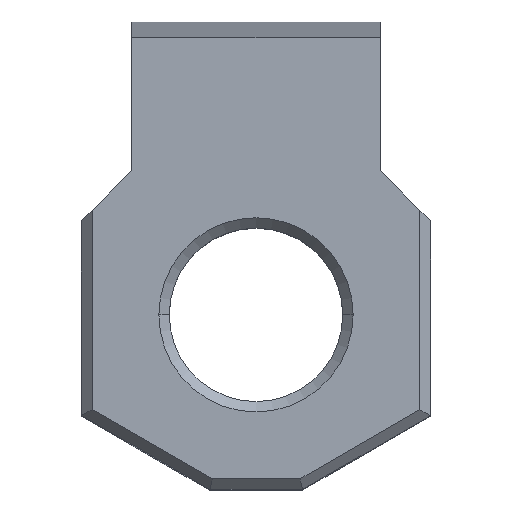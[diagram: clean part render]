
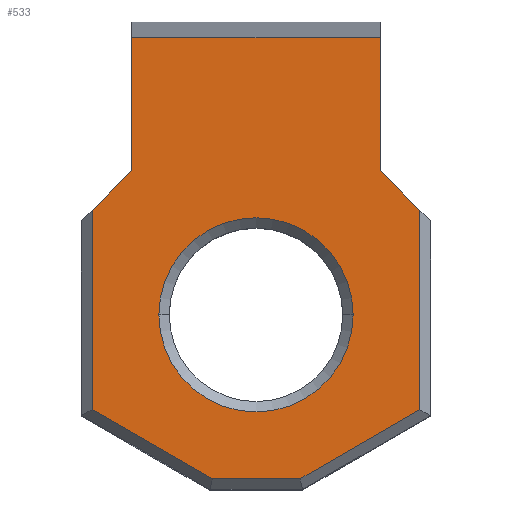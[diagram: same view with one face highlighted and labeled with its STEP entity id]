
A CAD part, top view. The second image highlights one B-rep face of the part: STEP entity #533.
In plain terms, the highlighted planar face has unit normal (0, 0, 1).
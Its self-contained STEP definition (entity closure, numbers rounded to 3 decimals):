
#52 = EDGE_CURVE ( 'NONE', #692, #758, #92, .T. ) ;
#59 = LINE ( 'NONE', #418, #643 ) ;
#92 = LINE ( 'NONE', #98, #905 ) ;
#98 = CARTESIAN_POINT ( 'NONE',  ( -6.39, 6.39, 9. ) ) ;
#100 = DIRECTION ( 'NONE',  ( 0.707, 0.707, 0. ) ) ;
#151 = CARTESIAN_POINT ( 'NONE',  ( 4.725, 8.055, 9. ) ) ;
#165 = DIRECTION ( 'NONE',  ( 0., 1., 0. ) ) ;
#171 = CARTESIAN_POINT ( 'NONE',  ( 4.725, 7.755, 9. ) ) ;
#175 = LINE ( 'NONE', #171, #230 ) ;
#182 = CARTESIAN_POINT ( 'NONE',  ( 3.58, 13.028, 9. ) ) ;
#184 = CARTESIAN_POINT ( 'NONE',  ( -3.579, 9.2, 9. ) ) ;
#190 = DIRECTION ( 'NONE',  ( 0.866, 0.5, 0. ) ) ;
#197 = EDGE_CURVE ( 'NONE', #692, #1060, #1280, .T. ) ;
#210 = CARTESIAN_POINT ( 'NONE',  ( -3.579, 13.028, 9. ) ) ;
#230 = VECTOR ( 'NONE', #165, 1000. ) ;
#250 = CARTESIAN_POINT ( 'NONE',  ( 1.267, 0.31, 9. ) ) ;
#261 = CARTESIAN_POINT ( 'NONE',  ( -2.8, 5.04, 9. ) ) ;
#263 = CARTESIAN_POINT ( 'NONE',  ( -4.725, 8.055, 9. ) ) ;
#304 = CARTESIAN_POINT ( 'NONE',  ( 0., 5.04, 9. ) ) ;
#344 = EDGE_CURVE ( 'NONE', #758, #729, #788, .T. ) ;
#395 = CARTESIAN_POINT ( 'NONE',  ( 4.725, 2.306, 9. ) ) ;
#396 = DIRECTION ( 'NONE',  ( -1., 0., 0. ) ) ;
#398 = CARTESIAN_POINT ( 'NONE',  ( 0., 13.028, 9. ) ) ;
#400 = LINE ( 'NONE', #398, #958 ) ;
#403 = EDGE_CURVE ( 'NONE', #1060, #1010, #674, .T. ) ;
#408 = CARTESIAN_POINT ( 'NONE',  ( 3.58, 9.2, 9. ) ) ;
#418 = CARTESIAN_POINT ( 'NONE',  ( 1.348, 0.31, 9. ) ) ;
#423 = AXIS2_PLACEMENT_3D ( 'NONE', #304, #658, #1131 ) ;
#428 = LINE ( 'NONE', #831, #960 ) ;
#477 = EDGE_CURVE ( 'NONE', #1135, #1262, #929, .T. ) ;
#487 = DIRECTION ( 'NONE',  ( 1., 0., 0. ) ) ;
#493 = DIRECTION ( 'NONE',  ( 0., 0., 1. ) ) ;
#497 = CARTESIAN_POINT ( 'NONE',  ( 0., 0., 9. ) ) ;
#499 = PLANE ( 'NONE',  #1260 ) ;
#502 = EDGE_CURVE ( 'NONE', #761, #979, #555, .T. ) ;
#506 = FACE_OUTER_BOUND ( 'NONE', #599, .T. ) ;
#509 = FACE_BOUND ( 'NONE', #523, .T. ) ;
#520 = CARTESIAN_POINT ( 'NONE',  ( 4.874, 2.392, 9. ) ) ;
#523 = EDGE_LOOP ( 'NONE', ( #677, #678 ) ) ;
#533 = ADVANCED_FACE ( 'NONE', ( #509, #506 ), #499, .T. ) ;
#549 = DIRECTION ( 'NONE',  ( 0., -1., 0. ) ) ;
#552 = CARTESIAN_POINT ( 'NONE',  ( 3.58, 0., 9. ) ) ;
#555 = LINE ( 'NONE', #552, #1197 ) ;
#563 = DIRECTION ( 'NONE',  ( 1., 0., 0. ) ) ;
#565 = DIRECTION ( 'NONE',  ( 0., 0., -1. ) ) ;
#568 = CARTESIAN_POINT ( 'NONE',  ( 0., 5.04, 9. ) ) ;
#586 = EDGE_CURVE ( 'NONE', #761, #729, #400, .T. ) ;
#599 = EDGE_LOOP ( 'NONE', ( #684, #685, #686, #691, #693, #698, #699, #700, #706, #707 ) ) ;
#643 = VECTOR ( 'NONE', #810, 1000. ) ;
#658 = DIRECTION ( 'NONE',  ( 0., 0., -1. ) ) ;
#669 = DIRECTION ( 'NONE',  ( 0.866, -0.5, 0. ) ) ;
#672 = CARTESIAN_POINT ( 'NONE',  ( -1.185, 0.269, 9. ) ) ;
#674 = LINE ( 'NONE', #672, #854 ) ;
#677 = ORIENTED_EDGE ( 'NONE', *, *, #1275, .T. ) ;
#678 = ORIENTED_EDGE ( 'NONE', *, *, #477, .T. ) ;
#684 = ORIENTED_EDGE ( 'NONE', *, *, #1196, .T. ) ;
#685 = ORIENTED_EDGE ( 'NONE', *, *, #768, .T. ) ;
#686 = ORIENTED_EDGE ( 'NONE', *, *, #1114, .T. ) ;
#691 = ORIENTED_EDGE ( 'NONE', *, *, #502, .F. ) ;
#692 = VERTEX_POINT ( 'NONE', #263 ) ;
#693 = ORIENTED_EDGE ( 'NONE', *, *, #586, .T. ) ;
#698 = ORIENTED_EDGE ( 'NONE', *, *, #344, .F. ) ;
#699 = ORIENTED_EDGE ( 'NONE', *, *, #52, .F. ) ;
#700 = ORIENTED_EDGE ( 'NONE', *, *, #197, .T. ) ;
#706 = ORIENTED_EDGE ( 'NONE', *, *, #403, .T. ) ;
#707 = ORIENTED_EDGE ( 'NONE', *, *, #1040, .T. ) ;
#729 = VERTEX_POINT ( 'NONE', #210 ) ;
#734 = AXIS2_PLACEMENT_3D ( 'NONE', #568, #565, #563 ) ;
#758 = VERTEX_POINT ( 'NONE', #184 ) ;
#761 = VERTEX_POINT ( 'NONE', #182 ) ;
#768 = EDGE_CURVE ( 'NONE', #987, #790, #175, .T. ) ;
#782 = DIRECTION ( 'NONE',  ( 0., 1., 0. ) ) ;
#786 = CARTESIAN_POINT ( 'NONE',  ( -3.579, 0., 9. ) ) ;
#788 = LINE ( 'NONE', #786, #1180 ) ;
#790 = VERTEX_POINT ( 'NONE', #151 ) ;
#810 = DIRECTION ( 'NONE',  ( 1., 0., 0. ) ) ;
#831 = CARTESIAN_POINT ( 'NONE',  ( 6.39, 6.39, 9. ) ) ;
#854 = VECTOR ( 'NONE', #669, 1000. ) ;
#905 = VECTOR ( 'NONE', #100, 1000. ) ;
#929 = CIRCLE ( 'NONE', #734, 2.8 ) ;
#958 = VECTOR ( 'NONE', #396, 1000. ) ;
#960 = VECTOR ( 'NONE', #1279, 1000. ) ;
#965 = LINE ( 'NONE', #520, #1089 ) ;
#979 = VERTEX_POINT ( 'NONE', #408 ) ;
#987 = VERTEX_POINT ( 'NONE', #395 ) ;
#1010 = VERTEX_POINT ( 'NONE', #1258 ) ;
#1015 = CIRCLE ( 'NONE', #423, 2.8 ) ;
#1029 = VECTOR ( 'NONE', #1286, 1000. ) ;
#1040 = EDGE_CURVE ( 'NONE', #1010, #1051, #59, .T. ) ;
#1051 = VERTEX_POINT ( 'NONE', #250 ) ;
#1060 = VERTEX_POINT ( 'NONE', #1270 ) ;
#1089 = VECTOR ( 'NONE', #190, 1000. ) ;
#1114 = EDGE_CURVE ( 'NONE', #790, #979, #428, .T. ) ;
#1131 = DIRECTION ( 'NONE',  ( 1., 0., 0. ) ) ;
#1135 = VERTEX_POINT ( 'NONE', #261 ) ;
#1180 = VECTOR ( 'NONE', #782, 1000. ) ;
#1196 = EDGE_CURVE ( 'NONE', #1051, #987, #965, .T. ) ;
#1197 = VECTOR ( 'NONE', #549, 1000. ) ;
#1230 = CARTESIAN_POINT ( 'NONE',  ( 2.8, 5.04, 9. ) ) ;
#1258 = CARTESIAN_POINT ( 'NONE',  ( -1.257, 0.31, 9. ) ) ;
#1260 = AXIS2_PLACEMENT_3D ( 'NONE', #497, #493, #487 ) ;
#1262 = VERTEX_POINT ( 'NONE', #1230 ) ;
#1270 = CARTESIAN_POINT ( 'NONE',  ( -4.725, 2.312, 9. ) ) ;
#1274 = CARTESIAN_POINT ( 'NONE',  ( -4.725, 0., 9. ) ) ;
#1275 = EDGE_CURVE ( 'NONE', #1262, #1135, #1015, .T. ) ;
#1279 = DIRECTION ( 'NONE',  ( -0.707, 0.707, 0. ) ) ;
#1280 = LINE ( 'NONE', #1274, #1029 ) ;
#1286 = DIRECTION ( 'NONE',  ( 0., -1., 0. ) ) ;
